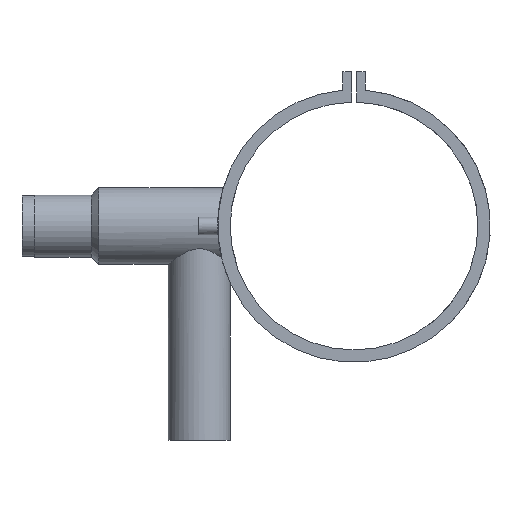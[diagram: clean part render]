
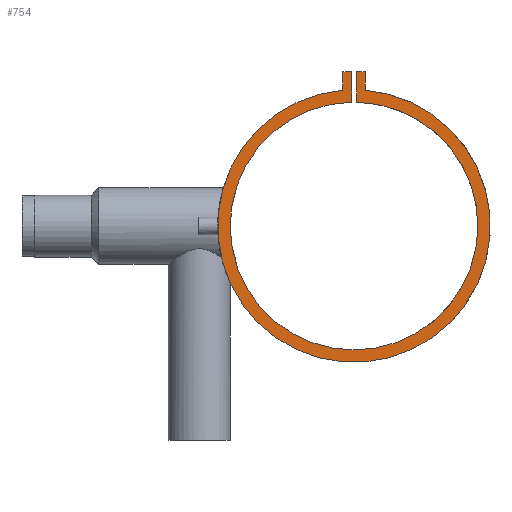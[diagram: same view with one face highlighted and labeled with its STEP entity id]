
A CAD part, left-side view. The second image highlights one B-rep face of the part: STEP entity #754.
In plain terms, the highlighted planar face has unit normal (-1, 0, 0).
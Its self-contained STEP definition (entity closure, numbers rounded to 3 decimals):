
#22 = DIRECTION ( 'NONE',  ( 0., 0., 1. ) ) ;
#60 = DIRECTION ( 'NONE',  ( 0., 0., 1. ) ) ;
#98 = VERTEX_POINT ( 'NONE', #2026 ) ;
#147 = CARTESIAN_POINT ( 'NONE',  ( -69., -2., 124.631 ) ) ;
#181 = EDGE_CURVE ( 'NONE', #1663, #98, #1949, .T. ) ;
#225 = VECTOR ( 'NONE', #22, 1000. ) ;
#268 = AXIS2_PLACEMENT_3D ( 'NONE', #533, #1342, #2126 ) ;
#271 = CIRCLE ( 'NONE', #268, 110. ) ;
#310 = DIRECTION ( 'NONE',  ( 0., 0., -1. ) ) ;
#329 = CARTESIAN_POINT ( 'NONE',  ( -69., 2., 99.98 ) ) ;
#367 = VERTEX_POINT ( 'NONE', #541 ) ;
#409 = DIRECTION ( 'NONE',  ( 0., 0., -1. ) ) ;
#414 = EDGE_CURVE ( 'NONE', #2272, #2457, #1946, .T. ) ;
#515 = PLANE ( 'NONE',  #1131 ) ;
#533 = CARTESIAN_POINT ( 'NONE',  ( -69., 0., 0. ) ) ;
#541 = CARTESIAN_POINT ( 'NONE',  ( -69., 2., 124.631 ) ) ;
#556 = CARTESIAN_POINT ( 'NONE',  ( -69., 0., 0. ) ) ;
#628 = DIRECTION ( 'NONE',  ( 0., 0., -1. ) ) ;
#656 = VECTOR ( 'NONE', #697, 1000. ) ;
#683 = EDGE_CURVE ( 'NONE', #1355, #1650, #1079, .T. ) ;
#697 = DIRECTION ( 'NONE',  ( 0., -1., 0. ) ) ;
#754 = ADVANCED_FACE ( 'NONE', ( #2297 ), #515, .F. ) ;
#862 = ORIENTED_EDGE ( 'NONE', *, *, #1156, .F. ) ;
#971 = DIRECTION ( 'NONE',  ( 0., -1., 0. ) ) ;
#977 = CARTESIAN_POINT ( 'NONE',  ( -69., -2., 124.631 ) ) ;
#983 = CARTESIAN_POINT ( 'NONE',  ( -69., 9., 109.631 ) ) ;
#1039 = LINE ( 'NONE', #1831, #225 ) ;
#1079 = LINE ( 'NONE', #1866, #1213 ) ;
#1117 = ORIENTED_EDGE ( 'NONE', *, *, #181, .F. ) ;
#1131 = AXIS2_PLACEMENT_3D ( 'NONE', #1325, #2105, #310 ) ;
#1156 = EDGE_CURVE ( 'NONE', #1650, #367, #1691, .T. ) ;
#1208 = ORIENTED_EDGE ( 'NONE', *, *, #683, .F. ) ;
#1213 = VECTOR ( 'NONE', #60, 1000. ) ;
#1252 = EDGE_LOOP ( 'NONE', ( #2537, #2259, #1541, #2007, #1117, #2160, #862, #1208 ) ) ;
#1325 = CARTESIAN_POINT ( 'NONE',  ( -69., 0., 0. ) ) ;
#1342 = DIRECTION ( 'NONE',  ( 1., 0., 0. ) ) ;
#1355 = VERTEX_POINT ( 'NONE', #983 ) ;
#1359 = DIRECTION ( 'NONE',  ( -1., 0., 0. ) ) ;
#1410 = LINE ( 'NONE', #2198, #1630 ) ;
#1541 = ORIENTED_EDGE ( 'NONE', *, *, #414, .F. ) ;
#1619 = LINE ( 'NONE', #2392, #1953 ) ;
#1622 = VECTOR ( 'NONE', #971, 1000. ) ;
#1630 = VECTOR ( 'NONE', #409, 1000. ) ;
#1650 = VERTEX_POINT ( 'NONE', #2491 ) ;
#1657 = EDGE_CURVE ( 'NONE', #2068, #1355, #271, .T. ) ;
#1663 = VERTEX_POINT ( 'NONE', #329 ) ;
#1691 = LINE ( 'NONE', #2455, #656 ) ;
#1810 = EDGE_CURVE ( 'NONE', #98, #2272, #1039, .T. ) ;
#1817 = CARTESIAN_POINT ( 'NONE',  ( -69., -9., 109.631 ) ) ;
#1831 = CARTESIAN_POINT ( 'NONE',  ( -69., -2., 124.631 ) ) ;
#1866 = CARTESIAN_POINT ( 'NONE',  ( -69., 9., 124.631 ) ) ;
#1944 = AXIS2_PLACEMENT_3D ( 'NONE', #556, #1359, #2142 ) ;
#1946 = LINE ( 'NONE', #147, #1622 ) ;
#1949 = CIRCLE ( 'NONE', #1944, 100. ) ;
#1953 = VECTOR ( 'NONE', #628, 1000. ) ;
#2005 = CARTESIAN_POINT ( 'NONE',  ( -69., -9., 124.631 ) ) ;
#2007 = ORIENTED_EDGE ( 'NONE', *, *, #1810, .F. ) ;
#2026 = CARTESIAN_POINT ( 'NONE',  ( -69., -2., 99.98 ) ) ;
#2068 = VERTEX_POINT ( 'NONE', #1817 ) ;
#2105 = DIRECTION ( 'NONE',  ( 1., 0., 0. ) ) ;
#2126 = DIRECTION ( 'NONE',  ( 0., 0., -1. ) ) ;
#2142 = DIRECTION ( 'NONE',  ( 0., 0., -1. ) ) ;
#2160 = ORIENTED_EDGE ( 'NONE', *, *, #2450, .F. ) ;
#2198 = CARTESIAN_POINT ( 'NONE',  ( -69., 2., 124.631 ) ) ;
#2259 = ORIENTED_EDGE ( 'NONE', *, *, #2481, .F. ) ;
#2272 = VERTEX_POINT ( 'NONE', #977 ) ;
#2297 = FACE_OUTER_BOUND ( 'NONE', #1252, .T. ) ;
#2392 = CARTESIAN_POINT ( 'NONE',  ( -69., -9., 124.631 ) ) ;
#2450 = EDGE_CURVE ( 'NONE', #367, #1663, #1410, .T. ) ;
#2455 = CARTESIAN_POINT ( 'NONE',  ( -69., 9., 124.631 ) ) ;
#2457 = VERTEX_POINT ( 'NONE', #2005 ) ;
#2481 = EDGE_CURVE ( 'NONE', #2457, #2068, #1619, .T. ) ;
#2491 = CARTESIAN_POINT ( 'NONE',  ( -69., 9., 124.631 ) ) ;
#2537 = ORIENTED_EDGE ( 'NONE', *, *, #1657, .F. ) ;
